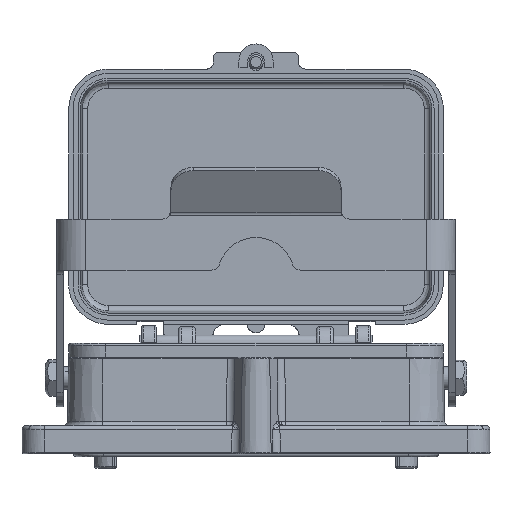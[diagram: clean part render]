
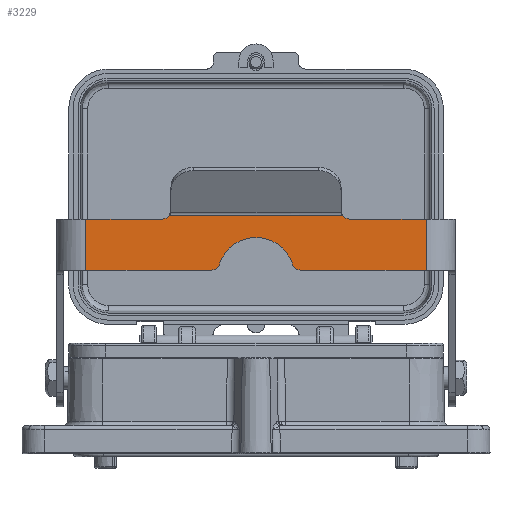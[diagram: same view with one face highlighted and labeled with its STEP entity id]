
A CAD part, front view. The second image highlights one B-rep face of the part: STEP entity #3229.
In plain terms, the highlighted planar face has unit normal (0, -1, 0).
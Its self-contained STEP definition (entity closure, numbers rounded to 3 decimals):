
#1249 = VERTEX_POINT ( 'NONE', #20933 ) ;
#1282 = VERTEX_POINT ( 'NONE', #20946 ) ;
#1378 = VERTEX_POINT ( 'NONE', #20987 ) ;
#1392 = VERTEX_POINT ( 'NONE', #20995 ) ;
#1449 = VERTEX_POINT ( 'NONE', #21012 ) ;
#1455 = VERTEX_POINT ( 'NONE', #21015 ) ;
#3229 = ADVANCED_FACE ( 'NONE', ( #4959 ), #36603, .F. ) ;
#4959 = FACE_OUTER_BOUND ( 'NONE', #13387, .T. ) ;
#4962 = AXIS2_PLACEMENT_3D ( 'NONE', #36604, #36605, #36606 ) ;
#7831 = VERTEX_POINT ( 'NONE', #9741 ) ;
#7832 = VERTEX_POINT ( 'NONE', #9743 ) ;
#7836 = VERTEX_POINT ( 'NONE', #9748 ) ;
#7837 = VERTEX_POINT ( 'NONE', #9750 ) ;
#7838 = VERTEX_POINT ( 'NONE', #9752 ) ;
#7842 = VERTEX_POINT ( 'NONE', #9759 ) ;
#9741 = CARTESIAN_POINT ( 'NONE',  ( 15.724, -47.068, 64.79 ) ) ;
#9743 = CARTESIAN_POINT ( 'NONE',  ( 12.865, -47.068, 66.881 ) ) ;
#9748 = CARTESIAN_POINT ( 'NONE',  ( 33., -47.068, 82.79 ) ) ;
#9750 = CARTESIAN_POINT ( 'NONE',  ( -12.865, -47.068, 66.881 ) ) ;
#9752 = CARTESIAN_POINT ( 'NONE',  ( -15.724, -47.068, 64.79 ) ) ;
#9759 = CARTESIAN_POINT ( 'NONE',  ( -33., -47.068, 82.79 ) ) ;
#13387 = EDGE_LOOP ( 'NONE', ( #18083, #18085, #18081, #18089, #18091, #18087, #18093, #18095, #18097, #18099, #18101, #18103 ) ) ;
#14164 = EDGE_CURVE ( 'NONE', #1282, #1449, #36326, .T. ) ;
#14218 = EDGE_CURVE ( 'NONE', #1378, #1392, #36494, .T. ) ;
#14277 = EDGE_CURVE ( 'NONE', #1249, #1455, #37278, .T. ) ;
#14290 = EDGE_CURVE ( 'NONE', #7831, #7832, #32470, .T. ) ;
#14293 = EDGE_CURVE ( 'NONE', #1392, #7831, #37373, .T. ) ;
#14297 = EDGE_CURVE ( 'NONE', #7836, #1378, #37396, .T. ) ;
#14299 = EDGE_CURVE ( 'NONE', #7837, #7838, #32475, .T. ) ;
#14302 = EDGE_CURVE ( 'NONE', #7832, #7837, #32480, .T. ) ;
#14304 = EDGE_CURVE ( 'NONE', #7838, #1455, #37438, .T. ) ;
#14307 = EDGE_CURVE ( 'NONE', #1249, #7842, #37456, .T. ) ;
#14311 = EDGE_CURVE ( 'NONE', #1282, #7836, #32489, .T. ) ;
#14312 = EDGE_CURVE ( 'NONE', #7842, #1449, #32491, .T. ) ;
#18081 = ORIENTED_EDGE ( 'NONE', *, *, #14312, .F. ) ;
#18083 = ORIENTED_EDGE ( 'NONE', *, *, #14311, .F. ) ;
#18085 = ORIENTED_EDGE ( 'NONE', *, *, #14164, .T. ) ;
#18087 = ORIENTED_EDGE ( 'NONE', *, *, #14304, .F. ) ;
#18089 = ORIENTED_EDGE ( 'NONE', *, *, #14307, .F. ) ;
#18091 = ORIENTED_EDGE ( 'NONE', *, *, #14277, .T. ) ;
#18093 = ORIENTED_EDGE ( 'NONE', *, *, #14299, .F. ) ;
#18095 = ORIENTED_EDGE ( 'NONE', *, *, #14302, .F. ) ;
#18097 = ORIENTED_EDGE ( 'NONE', *, *, #14290, .F. ) ;
#18099 = ORIENTED_EDGE ( 'NONE', *, *, #14293, .F. ) ;
#18101 = ORIENTED_EDGE ( 'NONE', *, *, #14218, .F. ) ;
#18103 = ORIENTED_EDGE ( 'NONE', *, *, #14297, .F. ) ;
#20933 = CARTESIAN_POINT ( 'NONE',  ( -60., -47.068, 82.79 ) ) ;
#20946 = CARTESIAN_POINT ( 'NONE',  ( 30.624, -47.068, 83.959 ) ) ;
#20987 = CARTESIAN_POINT ( 'NONE',  ( 60., -47.068, 82.79 ) ) ;
#20995 = CARTESIAN_POINT ( 'NONE',  ( 60., -47.068, 64.79 ) ) ;
#21012 = CARTESIAN_POINT ( 'NONE',  ( -30.624, -47.068, 83.959 ) ) ;
#21015 = CARTESIAN_POINT ( 'NONE',  ( -60., -47.068, 64.79 ) ) ;
#32470 = CIRCLE ( 'NONE', #42007, 3. ) ;
#32475 = CIRCLE ( 'NONE', #42020, 3. ) ;
#32480 = CIRCLE ( 'NONE', #42023, 13.5 ) ;
#32489 = CIRCLE ( 'NONE', #42028, 3. ) ;
#32491 = CIRCLE ( 'NONE', #42039, 3. ) ;
#36326 = LINE ( 'NONE', #36327, #39384 ) ;
#36327 = CARTESIAN_POINT ( 'NONE',  ( 0., -47.068, 83.959 ) ) ;
#36328 = DIRECTION ( 'NONE',  ( -1., 0., 0. ) ) ;
#36494 = LINE ( 'NONE', #36495, #39433 ) ;
#36495 = CARTESIAN_POINT ( 'NONE',  ( 60., -47.068, 62.79 ) ) ;
#36496 = DIRECTION ( 'NONE',  ( 0., 0., -1. ) ) ;
#36603 = PLANE ( 'NONE',  #4962 ) ;
#36604 = CARTESIAN_POINT ( 'NONE',  ( 0., -47.068, 62.79 ) ) ;
#36605 = DIRECTION ( 'NONE',  ( 0., 1., 0. ) ) ;
#36606 = DIRECTION ( 'NONE',  ( 1., 0., 0. ) ) ;
#37278 = LINE ( 'NONE', #37280, #41996 ) ;
#37280 = CARTESIAN_POINT ( 'NONE',  ( -60., -47.068, 62.79 ) ) ;
#37282 = DIRECTION ( 'NONE',  ( 0., 0., -1. ) ) ;
#37342 = CARTESIAN_POINT ( 'NONE',  ( 15.724, -47.068, 67.79 ) ) ;
#37356 = DIRECTION ( 'NONE',  ( 0., 1., 0. ) ) ;
#37358 = DIRECTION ( 'NONE',  ( -1., 0., 0. ) ) ;
#37366 = CARTESIAN_POINT ( 'NONE',  ( -15.724, -47.068, 67.79 ) ) ;
#37373 = LINE ( 'NONE', #37374, #42013 ) ;
#37374 = CARTESIAN_POINT ( 'NONE',  ( 15.724, -47.068, 64.79 ) ) ;
#37376 = DIRECTION ( 'NONE',  ( -1., 0., 0. ) ) ;
#37396 = LINE ( 'NONE', #37398, #42022 ) ;
#37398 = CARTESIAN_POINT ( 'NONE',  ( 72.028, -47.068, 82.79 ) ) ;
#37400 = DIRECTION ( 'NONE',  ( 1., 0., 0. ) ) ;
#37408 = DIRECTION ( 'NONE',  ( 0., 1., 0. ) ) ;
#37410 = DIRECTION ( 'NONE',  ( 1., 0., 0. ) ) ;
#37418 = CARTESIAN_POINT ( 'NONE',  ( 0., -47.068, 62.79 ) ) ;
#37426 = DIRECTION ( 'NONE',  ( 0., -1., 0. ) ) ;
#37428 = DIRECTION ( 'NONE',  ( 1., 0., 0. ) ) ;
#37438 = LINE ( 'NONE', #37440, #42029 ) ;
#37440 = CARTESIAN_POINT ( 'NONE',  ( -15.724, -47.068, 64.79 ) ) ;
#37442 = DIRECTION ( 'NONE',  ( -1., 0., 0. ) ) ;
#37456 = LINE ( 'NONE', #37458, #42034 ) ;
#37458 = CARTESIAN_POINT ( 'NONE',  ( -72.028, -47.068, 82.79 ) ) ;
#37460 = DIRECTION ( 'NONE',  ( 1., 0., 0. ) ) ;
#37478 = CARTESIAN_POINT ( 'NONE',  ( 33., -47.068, 85.79 ) ) ;
#37480 = DIRECTION ( 'NONE',  ( 0., -1., 0. ) ) ;
#37482 = DIRECTION ( 'NONE',  ( -1., 0., 0. ) ) ;
#37484 = CARTESIAN_POINT ( 'NONE',  ( -33., -47.068, 85.79 ) ) ;
#37486 = DIRECTION ( 'NONE',  ( 0., -1., 0. ) ) ;
#37488 = DIRECTION ( 'NONE',  ( 1., 0., 0. ) ) ;
#39384 = VECTOR ( 'NONE', #36328, 1000. ) ;
#39433 = VECTOR ( 'NONE', #36496, 1000. ) ;
#41996 = VECTOR ( 'NONE', #37282, 1000. ) ;
#42007 = AXIS2_PLACEMENT_3D ( 'NONE', #37342, #37356, #37358 ) ;
#42013 = VECTOR ( 'NONE', #37376, 1000. ) ;
#42020 = AXIS2_PLACEMENT_3D ( 'NONE', #37366, #37408, #37410 ) ;
#42022 = VECTOR ( 'NONE', #37400, 1000. ) ;
#42023 = AXIS2_PLACEMENT_3D ( 'NONE', #37418, #37426, #37428 ) ;
#42028 = AXIS2_PLACEMENT_3D ( 'NONE', #37478, #37480, #37482 ) ;
#42029 = VECTOR ( 'NONE', #37442, 1000. ) ;
#42034 = VECTOR ( 'NONE', #37460, 1000. ) ;
#42039 = AXIS2_PLACEMENT_3D ( 'NONE', #37484, #37486, #37488 ) ;
